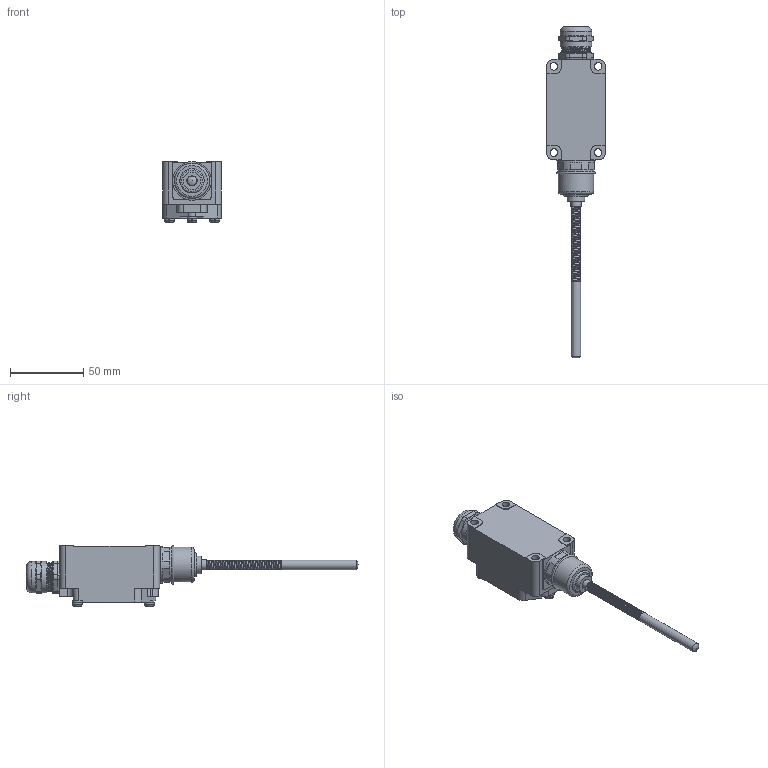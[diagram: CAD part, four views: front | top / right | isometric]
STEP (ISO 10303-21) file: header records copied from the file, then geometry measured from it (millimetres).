
FILE_DESCRIPTION(('STEP AP203'), '1');
FILE_NAME('MTB4-HD5168_3D', '2025-08-05T13:13:32', (''), (''), 'C3D Converter', 'C3D Toolkit', '');
FILE_SCHEMA(('CONFIG_CONTROL_DESIGN'));
Length unit declared in the file: millimetre
Products named in the file (3): LA167-Z5-168; W20250731001
Assembly tree (2 placements, depth 2):
  (unnamed)
    LA167-Z5-168
    W20250731001
Bounding box: 40 x 226.25 x 41.6 mm (x, y, z)
Volume: 109110.2 mm3; surface area: 28205.9 mm2
Topology: 7 solids, 7 shells, 384 faces, 1032 edges, 667 vertices
Faces by surface type: plane 205, cylinder 120, bspline 31, torus 22, cone 5, sphere 1
Full cylindrical faces by diameter (mm): 4.1 x1, 5.2 x4, 6.5 x4, 6.8 x3, 7 x1, 10.6 x1, 11.4 x1, 12 x2, 12.8 x1, 15 x1, 15.2 x1, 16 x1, 16.5 x1, 19.2 x1, 19.8 x1, 21.4 x2, 24 x1, 25 x1
Entity records: 30304 total; most frequent: CARTESIAN_POINT 19604, ORIENTED_EDGE 1972, DIRECTION 1834, EDGE_CURVE 986, VERTEX_POINT 664, AXIS2_PLACEMENT_3D 657, LINE 520, VECTOR 520
